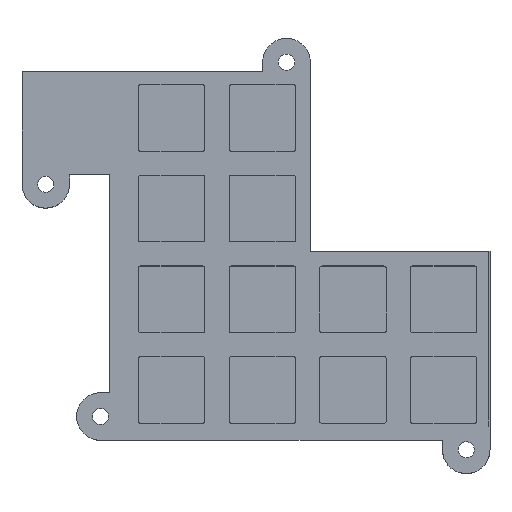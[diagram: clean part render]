
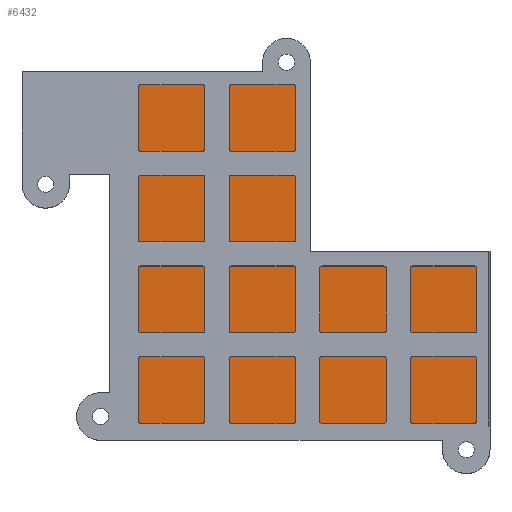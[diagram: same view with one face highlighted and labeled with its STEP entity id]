
A CAD part, top view. The second image highlights one B-rep face of the part: STEP entity #6432.
In plain terms, the highlighted planar face has unit normal (0, 0, 1).
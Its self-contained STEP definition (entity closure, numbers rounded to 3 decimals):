
#99=CIRCLE('',#6733,5.);
#100=CIRCLE('',#6736,5.);
#101=CIRCLE('',#6737,5.);
#102=CIRCLE('',#6738,5.);
#103=CIRCLE('',#6739,1.7);
#104=CIRCLE('',#6740,1.7);
#105=CIRCLE('',#6741,1.7);
#106=CIRCLE('',#6742,1.7);
#239=FACE_BOUND('',#1032,.T.);
#240=FACE_BOUND('',#1033,.T.);
#241=FACE_BOUND('',#1034,.T.);
#242=FACE_BOUND('',#1035,.T.);
#676=FACE_OUTER_BOUND('',#1031,.T.);
#1031=EDGE_LOOP('',(#5236,#5237,#5238,#5239,#5240,#5241,#5242,#5243,#5244,
#5245,#5246,#5247,#5248,#5249,#5250,#5251));
#1032=EDGE_LOOP('',(#5252));
#1033=EDGE_LOOP('',(#5253));
#1034=EDGE_LOOP('',(#5254));
#1035=EDGE_LOOP('',(#5255));
#1614=LINE('',#10757,#2295);
#1616=LINE('',#10765,#2297);
#1618=LINE('',#10769,#2299);
#1619=LINE('',#10771,#2300);
#1620=LINE('',#10775,#2301);
#1621=LINE('',#10777,#2302);
#1622=LINE('',#10779,#2303);
#1623=LINE('',#10781,#2304);
#1624=LINE('',#10785,#2305);
#1625=LINE('',#10787,#2306);
#1626=LINE('',#10791,#2307);
#1627=LINE('',#10792,#2308);
#2295=VECTOR('',#7676,10.);
#2297=VECTOR('',#7686,10.);
#2299=VECTOR('',#7690,10.);
#2300=VECTOR('',#7691,10.);
#2301=VECTOR('',#7694,10.);
#2302=VECTOR('',#7695,10.);
#2303=VECTOR('',#7696,10.);
#2304=VECTOR('',#7697,10.);
#2305=VECTOR('',#7700,10.);
#2306=VECTOR('',#7701,10.);
#2307=VECTOR('',#7704,10.);
#2308=VECTOR('',#7705,10.);
#2941=VERTEX_POINT('',#10753);
#2942=VERTEX_POINT('',#10755);
#2943=VERTEX_POINT('',#10760);
#2944=VERTEX_POINT('',#10764);
#2945=VERTEX_POINT('',#10768);
#2946=VERTEX_POINT('',#10770);
#2947=VERTEX_POINT('',#10772);
#2948=VERTEX_POINT('',#10774);
#2949=VERTEX_POINT('',#10776);
#2950=VERTEX_POINT('',#10778);
#2951=VERTEX_POINT('',#10780);
#2952=VERTEX_POINT('',#10782);
#2953=VERTEX_POINT('',#10784);
#2954=VERTEX_POINT('',#10786);
#2955=VERTEX_POINT('',#10788);
#2956=VERTEX_POINT('',#10790);
#2957=VERTEX_POINT('',#10793);
#2958=VERTEX_POINT('',#10795);
#2959=VERTEX_POINT('',#10797);
#2960=VERTEX_POINT('',#10799);
#3750=EDGE_CURVE('',#2941,#2942,#1614,.T.);
#3751=EDGE_CURVE('',#2941,#2943,#99,.T.);
#3753=EDGE_CURVE('',#2944,#2943,#1616,.T.);
#3755=EDGE_CURVE('',#2942,#2945,#1618,.T.);
#3756=EDGE_CURVE('',#2945,#2946,#1619,.T.);
#3757=EDGE_CURVE('',#2947,#2946,#100,.T.);
#3758=EDGE_CURVE('',#2947,#2948,#1620,.T.);
#3759=EDGE_CURVE('',#2948,#2949,#1621,.T.);
#3760=EDGE_CURVE('',#2949,#2950,#1622,.T.);
#3761=EDGE_CURVE('',#2950,#2951,#1623,.T.);
#3762=EDGE_CURVE('',#2952,#2951,#101,.T.);
#3763=EDGE_CURVE('',#2952,#2953,#1624,.T.);
#3764=EDGE_CURVE('',#2953,#2954,#1625,.T.);
#3765=EDGE_CURVE('',#2955,#2954,#102,.T.);
#3766=EDGE_CURVE('',#2955,#2956,#1626,.T.);
#3767=EDGE_CURVE('',#2956,#2944,#1627,.T.);
#3768=EDGE_CURVE('',#2957,#2957,#103,.T.);
#3769=EDGE_CURVE('',#2958,#2958,#104,.T.);
#3770=EDGE_CURVE('',#2959,#2959,#105,.T.);
#3771=EDGE_CURVE('',#2960,#2960,#106,.T.);
#5236=ORIENTED_EDGE('',*,*,#3751,.F.);
#5237=ORIENTED_EDGE('',*,*,#3750,.T.);
#5238=ORIENTED_EDGE('',*,*,#3755,.T.);
#5239=ORIENTED_EDGE('',*,*,#3756,.T.);
#5240=ORIENTED_EDGE('',*,*,#3757,.F.);
#5241=ORIENTED_EDGE('',*,*,#3758,.T.);
#5242=ORIENTED_EDGE('',*,*,#3759,.T.);
#5243=ORIENTED_EDGE('',*,*,#3760,.T.);
#5244=ORIENTED_EDGE('',*,*,#3761,.T.);
#5245=ORIENTED_EDGE('',*,*,#3762,.F.);
#5246=ORIENTED_EDGE('',*,*,#3763,.T.);
#5247=ORIENTED_EDGE('',*,*,#3764,.T.);
#5248=ORIENTED_EDGE('',*,*,#3765,.F.);
#5249=ORIENTED_EDGE('',*,*,#3766,.T.);
#5250=ORIENTED_EDGE('',*,*,#3767,.T.);
#5251=ORIENTED_EDGE('',*,*,#3753,.T.);
#5252=ORIENTED_EDGE('',*,*,#3768,.T.);
#5253=ORIENTED_EDGE('',*,*,#3769,.T.);
#5254=ORIENTED_EDGE('',*,*,#3770,.T.);
#5255=ORIENTED_EDGE('',*,*,#3771,.T.);
#6160=PLANE('',#6735);
#6432=ADVANCED_FACE('',(#676,#239,#240,#241,#242),#6160,.T.);
#6733=AXIS2_PLACEMENT_3D('',#10761,#7681,#7682);
#6735=AXIS2_PLACEMENT_3D('',#10767,#7688,#7689);
#6736=AXIS2_PLACEMENT_3D('',#10773,#7692,#7693);
#6737=AXIS2_PLACEMENT_3D('',#10783,#7698,#7699);
#6738=AXIS2_PLACEMENT_3D('',#10789,#7702,#7703);
#6739=AXIS2_PLACEMENT_3D('',#10794,#7706,#7707);
#6740=AXIS2_PLACEMENT_3D('',#10796,#7708,#7709);
#6741=AXIS2_PLACEMENT_3D('',#10798,#7710,#7711);
#6742=AXIS2_PLACEMENT_3D('',#10800,#7712,#7713);
#7676=DIRECTION('',(0.,-1.,0.));
#7681=DIRECTION('center_axis',(0.,0.,-1.));
#7682=DIRECTION('ref_axis',(-0.707,0.707,0.));
#7686=DIRECTION('',(0.,1.,0.));
#7688=DIRECTION('center_axis',(0.,0.,1.));
#7689=DIRECTION('ref_axis',(1.,0.,0.));
#7690=DIRECTION('',(-1.,0.,0.));
#7691=DIRECTION('',(0.,-1.,0.));
#7692=DIRECTION('center_axis',(0.,0.,-1.));
#7693=DIRECTION('ref_axis',(-0.707,-0.707,0.));
#7694=DIRECTION('',(0.,1.,0.));
#7695=DIRECTION('',(1.,0.,0.));
#7696=DIRECTION('',(0.,-1.,0.));
#7697=DIRECTION('',(-1.,0.,0.));
#7698=DIRECTION('center_axis',(0.,0.,-1.));
#7699=DIRECTION('ref_axis',(-0.707,0.707,0.));
#7700=DIRECTION('',(1.,0.,0.));
#7701=DIRECTION('',(0.,-1.,0.));
#7702=DIRECTION('center_axis',(0.,0.,-1.));
#7703=DIRECTION('ref_axis',(0.707,-0.707,0.));
#7704=DIRECTION('',(0.,1.,0.));
#7705=DIRECTION('',(-1.,0.,0.));
#7706=DIRECTION('center_axis',(0.,0.,-1.));
#7707=DIRECTION('ref_axis',(1.,0.,0.));
#7708=DIRECTION('center_axis',(0.,0.,-1.));
#7709=DIRECTION('ref_axis',(1.,0.,0.));
#7710=DIRECTION('center_axis',(0.,0.,-1.));
#7711=DIRECTION('ref_axis',(1.,0.,0.));
#7712=DIRECTION('center_axis',(0.,0.,-1.));
#7713=DIRECTION('ref_axis',(1.,0.,0.));
#10753=CARTESIAN_POINT('',(32.096,79.467,3.));
#10755=CARTESIAN_POINT('',(32.096,77.467,3.));
#10757=CARTESIAN_POINT('',(32.096,74.467,3.));
#10760=CARTESIAN_POINT('',(42.096,79.467,3.));
#10761=CARTESIAN_POINT('Origin',(37.096,79.467,3.));
#10764=CARTESIAN_POINT('',(42.096,39.71,3.));
#10765=CARTESIAN_POINT('',(42.096,77.467,3.));
#10767=CARTESIAN_POINT('Origin',(30.688,38.734,3.));
#10768=CARTESIAN_POINT('',(-18.48,77.467,3.));
#10769=CARTESIAN_POINT('',(79.856,77.467,3.));
#10770=CARTESIAN_POINT('',(-18.48,53.78,3.));
#10771=CARTESIAN_POINT('',(-18.48,77.467,3.));
#10772=CARTESIAN_POINT('',(-8.48,53.78,3.));
#10773=CARTESIAN_POINT('Origin',(-13.48,53.78,3.));
#10774=CARTESIAN_POINT('',(-8.48,55.78,3.));
#10775=CARTESIAN_POINT('',(-8.48,58.78,3.));
#10776=CARTESIAN_POINT('',(0.,55.78,3.));
#10777=CARTESIAN_POINT('',(-18.48,55.78,3.));
#10778=CARTESIAN_POINT('',(0.,10.,3.));
#10779=CARTESIAN_POINT('',(0.,77.467,3.));
#10780=CARTESIAN_POINT('',(-2.,10.,3.));
#10781=CARTESIAN_POINT('',(-7.,10.,3.));
#10782=CARTESIAN_POINT('',(-2.,0.,3.));
#10783=CARTESIAN_POINT('Origin',(-2.,5.,3.));
#10784=CARTESIAN_POINT('',(69.856,0.,3.));
#10785=CARTESIAN_POINT('',(3.,0.,3.));
#10786=CARTESIAN_POINT('',(69.856,-2.,3.));
#10787=CARTESIAN_POINT('',(69.856,3.,3.));
#10788=CARTESIAN_POINT('',(79.856,-2.,3.));
#10789=CARTESIAN_POINT('Origin',(74.856,-2.,3.));
#10790=CARTESIAN_POINT('',(79.856,39.71,3.));
#10791=CARTESIAN_POINT('',(79.856,-7.,3.));
#10792=CARTESIAN_POINT('',(42.096,39.71,3.));
#10793=CARTESIAN_POINT('',(35.396,79.467,3.));
#10794=CARTESIAN_POINT('Origin',(37.096,79.467,3.));
#10795=CARTESIAN_POINT('',(-15.18,53.78,3.));
#10796=CARTESIAN_POINT('Origin',(-13.48,53.78,3.));
#10797=CARTESIAN_POINT('',(-3.7,5.,3.));
#10798=CARTESIAN_POINT('Origin',(-2.,5.,3.));
#10799=CARTESIAN_POINT('',(73.156,-2.,3.));
#10800=CARTESIAN_POINT('Origin',(74.856,-2.,3.));
